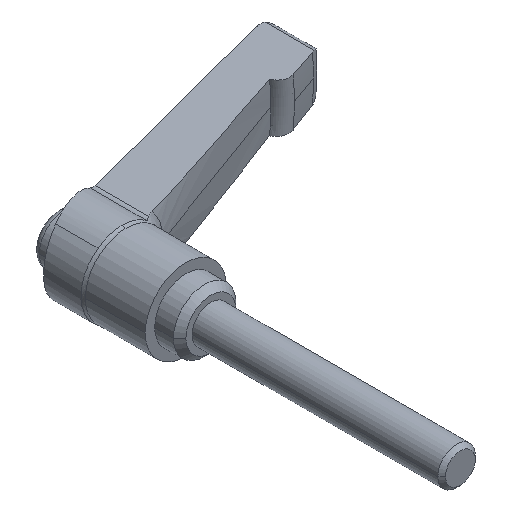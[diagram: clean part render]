
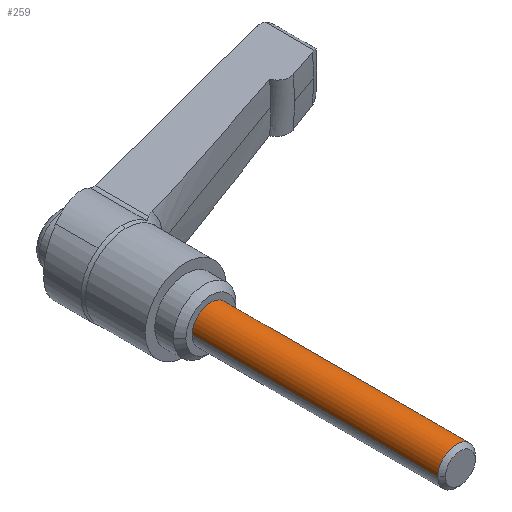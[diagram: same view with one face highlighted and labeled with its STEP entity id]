
A CAD part, isometric view. The second image highlights one B-rep face of the part: STEP entity #259.
In plain terms, the highlighted cylindrical face has radius 3 mm (diameter 6 mm), a partial arc.
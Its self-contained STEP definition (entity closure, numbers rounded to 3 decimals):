
#259 = ADVANCED_FACE( '', ( #745 ), #746, .T. );
#263 = EDGE_CURVE( '', #715, #319, #750, .T. );
#319 = VERTEX_POINT( '', #813 );
#411 = EDGE_CURVE( '', #681, #715, #919, .T. );
#615 = EDGE_CURVE( '', #681, #639, #1140, .T. );
#639 = VERTEX_POINT( '', #1166 );
#681 = VERTEX_POINT( '', #1209 );
#695 = EDGE_CURVE( '', #319, #639, #1223, .T. );
#715 = VERTEX_POINT( '', #1247 );
#745 = FACE_OUTER_BOUND( '', #1270, .T. );
#746 = CYLINDRICAL_SURFACE( '', #1271, 3. );
#750 = CIRCLE( '', #1276, 3. );
#813 = CARTESIAN_POINT( '', ( 3., -39.387, 0. ) );
#919 = LINE( '', #1575, #1576 );
#1140 = CIRCLE( '', #1932, 3. );
#1166 = CARTESIAN_POINT( '', ( 3., 0., 0. ) );
#1209 = CARTESIAN_POINT( '', ( -3., 0., 0. ) );
#1223 = LINE( '', #2112, #2113 );
#1247 = CARTESIAN_POINT( '', ( -3., -39.387, 0. ) );
#1270 = EDGE_LOOP( '', ( #2162, #2163, #2164, #2165 ) );
#1271 = AXIS2_PLACEMENT_3D( '', #2166, #2167, #2168 );
#1276 = AXIS2_PLACEMENT_3D( '', #2169, #2170, #2171 );
#1575 = CARTESIAN_POINT( '', ( -3., -19.693, 0. ) );
#1576 = VECTOR( '', #2381, 1. );
#1932 = AXIS2_PLACEMENT_3D( '', #2641, #2642, #2643 );
#2112 = CARTESIAN_POINT( '', ( 3., -19.693, 0. ) );
#2113 = VECTOR( '', #2694, 1. );
#2162 = ORIENTED_EDGE( '', *, *, #695, .T. );
#2163 = ORIENTED_EDGE( '', *, *, #615, .F. );
#2164 = ORIENTED_EDGE( '', *, *, #411, .T. );
#2165 = ORIENTED_EDGE( '', *, *, #263, .T. );
#2166 = CARTESIAN_POINT( '', ( 0., -19.693, 0. ) );
#2167 = DIRECTION( '', ( 0., -1., 0. ) );
#2168 = DIRECTION( '', ( 1., 0., 0. ) );
#2169 = CARTESIAN_POINT( '', ( 0., -39.387, 0. ) );
#2170 = DIRECTION( '', ( 0., 1., 0. ) );
#2171 = DIRECTION( '', ( 1., 0., 0. ) );
#2381 = DIRECTION( '', ( 0., -1., 0. ) );
#2641 = CARTESIAN_POINT( '', ( 0., 0., 0. ) );
#2642 = DIRECTION( '', ( 0., 1., 0. ) );
#2643 = DIRECTION( '', ( 1., 0., 0. ) );
#2694 = DIRECTION( '', ( 0., 1., 0. ) );
